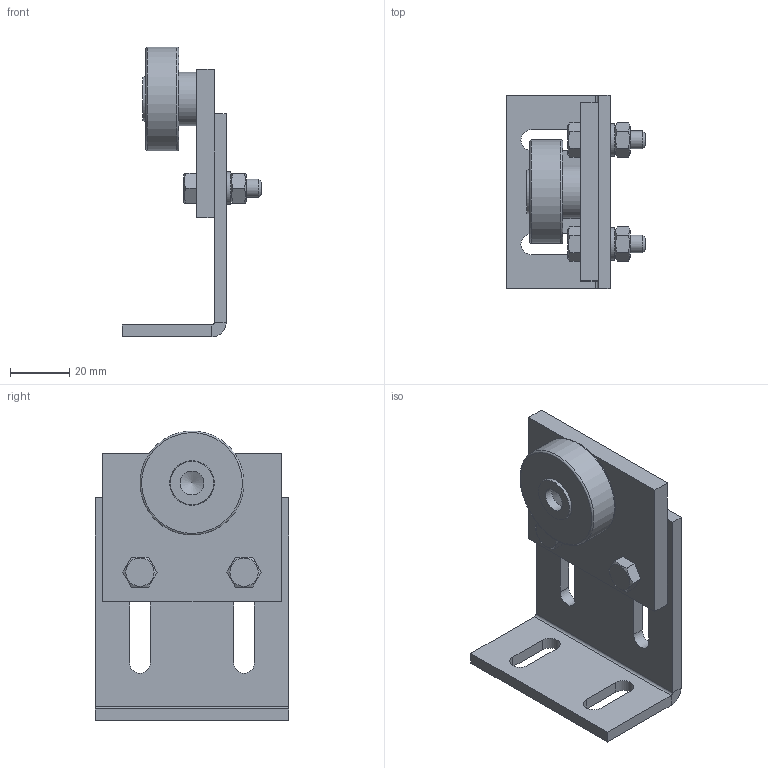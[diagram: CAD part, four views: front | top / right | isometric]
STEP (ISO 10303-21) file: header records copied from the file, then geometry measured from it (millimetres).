
FILE_DESCRIPTION(('STEP AP203'), '1');
FILE_NAME('ÐË155 Îãðàíè÷èòåëü óãëîâîé ðîëèêîâûé 40 (ÎÁ)', '2015-09-30T06:51:18', (''), (''), 'ASCON STEP Converter 1.3', 'ASCON Math Kernel', '');
FILE_SCHEMA(('CONFIG_CONTROL_DESIGN'));
Length unit declared in the file: millimetre
Products named in the file (1): 倓155.01.00.0003
Bounding box: 47 x 65 x 97.45 mm (x, y, z)
Volume: 55492.9 mm3; surface area: 23215.4 mm2
Topology: 1 solids, 1 shells, 112 faces, 274 edges, 169 vertices
Faces by surface type: plane 73, cylinder 23, cone 12, torus 4
Full cylindrical faces by diameter (mm): 6 x4, 6.6 x2, 7 x2, 8 x1, 11 x2, 18 x1, 35 x1
Entity records: 4582 total; most frequent: CARTESIAN_POINT 2013, DIRECTION 512, ORIENTED_EDGE 488, EDGE_CURVE 244, AXIS2_PLACEMENT_3D 191, VERTEX_POINT 168, EDGE_LOOP 162, LINE 130
